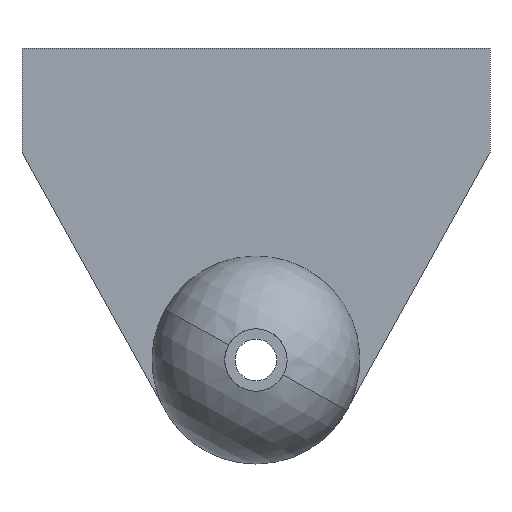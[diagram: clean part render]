
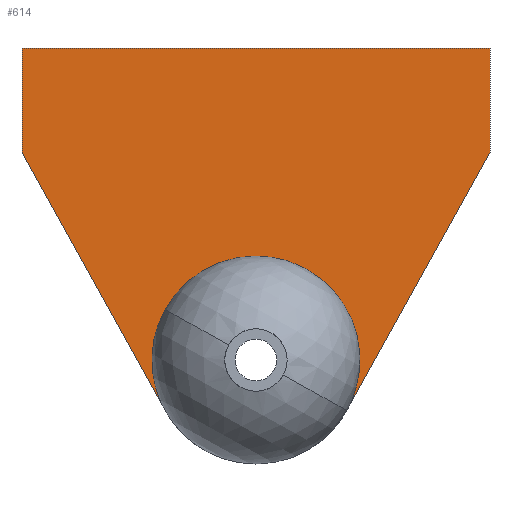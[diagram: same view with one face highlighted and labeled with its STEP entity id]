
A CAD part, front view. The second image highlights one B-rep face of the part: STEP entity #614.
In plain terms, the highlighted planar face has unit normal (0, -1, 0).
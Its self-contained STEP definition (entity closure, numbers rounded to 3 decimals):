
#10 = VECTOR ( 'NONE', #788, 1000. ) ;
#14 = VERTEX_POINT ( 'NONE', #48 ) ;
#22 = EDGE_LOOP ( 'NONE', ( #836, #586, #338, #1007, #196, #362, #1348 ) ) ;
#48 = CARTESIAN_POINT ( 'NONE',  ( 22.5, -27.5, 7.5 ) ) ;
#73 = FACE_OUTER_BOUND ( 'NONE', #22, .T. ) ;
#97 = DIRECTION ( 'NONE',  ( -0.485, 0., -0.874 ) ) ;
#116 = CARTESIAN_POINT ( 'NONE',  ( 22.5, -27.5, -2.5 ) ) ;
#122 = DIRECTION ( 'NONE',  ( -0.485, 0., 0.875 ) ) ;
#196 = ORIENTED_EDGE ( 'NONE', *, *, #886, .F. ) ;
#220 = EDGE_CURVE ( 'NONE', #265, #1138, #1054, .T. ) ;
#221 = LINE ( 'NONE', #1088, #1360 ) ;
#265 = VERTEX_POINT ( 'NONE', #1323 ) ;
#318 = PLANE ( 'NONE',  #714 ) ;
#338 = ORIENTED_EDGE ( 'NONE', *, *, #220, .T. ) ;
#362 = ORIENTED_EDGE ( 'NONE', *, *, #1207, .F. ) ;
#390 = LINE ( 'NONE', #1232, #952 ) ;
#408 = EDGE_CURVE ( 'NONE', #437, #265, #827, .T. ) ;
#437 = VERTEX_POINT ( 'NONE', #1254 ) ;
#551 = VECTOR ( 'NONE', #667, 1000. ) ;
#586 = ORIENTED_EDGE ( 'NONE', *, *, #408, .T. ) ;
#614 = ADVANCED_FACE ( 'NONE', ( #73 ), #318, .F. ) ;
#667 = DIRECTION ( 'NONE',  ( 0., 0., 1. ) ) ;
#714 = AXIS2_PLACEMENT_3D ( 'NONE', #972, #959, #1393 ) ;
#754 = DIRECTION ( 'NONE',  ( 0., 1., 0. ) ) ;
#788 = DIRECTION ( 'NONE',  ( 1., 0., 0. ) ) ;
#827 = CIRCLE ( 'NONE', #920, 10. ) ;
#836 = ORIENTED_EDGE ( 'NONE', *, *, #1145, .F. ) ;
#870 = CARTESIAN_POINT ( 'NONE',  ( 9.088, -27.5, -26.657 ) ) ;
#886 = EDGE_CURVE ( 'NONE', #14, #1295, #390, .T. ) ;
#920 = AXIS2_PLACEMENT_3D ( 'NONE', #1259, #1365, #1345 ) ;
#925 = DIRECTION ( 'NONE',  ( 0., 0., -1. ) ) ;
#952 = VECTOR ( 'NONE', #925, 1000. ) ;
#959 = DIRECTION ( 'NONE',  ( 0., 1., 0. ) ) ;
#964 = CARTESIAN_POINT ( 'NONE',  ( -22.5, -27.5, 7.5 ) ) ;
#972 = CARTESIAN_POINT ( 'NONE',  ( -0.007, -27.5, -22.5 ) ) ;
#994 = CARTESIAN_POINT ( 'NONE',  ( -22.5, -27.5, -2.5 ) ) ;
#1001 = CARTESIAN_POINT ( 'NONE',  ( -22.5, -27.5, 7.5 ) ) ;
#1007 = ORIENTED_EDGE ( 'NONE', *, *, #1253, .F. ) ;
#1031 = VERTEX_POINT ( 'NONE', #964 ) ;
#1054 = CIRCLE ( 'NONE', #1350, 10. ) ;
#1066 = DIRECTION ( 'NONE',  ( 0., 0., 1. ) ) ;
#1081 = LINE ( 'NONE', #116, #1340 ) ;
#1088 = CARTESIAN_POINT ( 'NONE',  ( -22.5, -27.5, -2.5 ) ) ;
#1091 = CARTESIAN_POINT ( 'NONE',  ( 22.5, -27.5, -2.5 ) ) ;
#1111 = EDGE_CURVE ( 'NONE', #1354, #1031, #1404, .T. ) ;
#1138 = VERTEX_POINT ( 'NONE', #870 ) ;
#1145 = EDGE_CURVE ( 'NONE', #437, #1354, #221, .T. ) ;
#1172 = CARTESIAN_POINT ( 'NONE',  ( -0.007, -27.5, -22.5 ) ) ;
#1197 = LINE ( 'NONE', #1001, #10 ) ;
#1207 = EDGE_CURVE ( 'NONE', #1031, #14, #1197, .T. ) ;
#1232 = CARTESIAN_POINT ( 'NONE',  ( 22.5, -27.5, 2.5 ) ) ;
#1253 = EDGE_CURVE ( 'NONE', #1295, #1138, #1081, .T. ) ;
#1254 = CARTESIAN_POINT ( 'NONE',  ( -9.102, -27.5, -26.657 ) ) ;
#1259 = CARTESIAN_POINT ( 'NONE',  ( -0.007, -27.5, -22.5 ) ) ;
#1295 = VERTEX_POINT ( 'NONE', #1091 ) ;
#1310 = CARTESIAN_POINT ( 'NONE',  ( -22.5, -27.5, 2.5 ) ) ;
#1323 = CARTESIAN_POINT ( 'NONE',  ( -8.75, -27.5, -17.646 ) ) ;
#1340 = VECTOR ( 'NONE', #97, 1000. ) ;
#1345 = DIRECTION ( 'NONE',  ( 0., 0., 1. ) ) ;
#1348 = ORIENTED_EDGE ( 'NONE', *, *, #1111, .F. ) ;
#1350 = AXIS2_PLACEMENT_3D ( 'NONE', #1172, #754, #1066 ) ;
#1354 = VERTEX_POINT ( 'NONE', #994 ) ;
#1360 = VECTOR ( 'NONE', #122, 1000. ) ;
#1365 = DIRECTION ( 'NONE',  ( 0., 1., 0. ) ) ;
#1393 = DIRECTION ( 'NONE',  ( 1., 0., 0. ) ) ;
#1404 = LINE ( 'NONE', #1310, #551 ) ;
